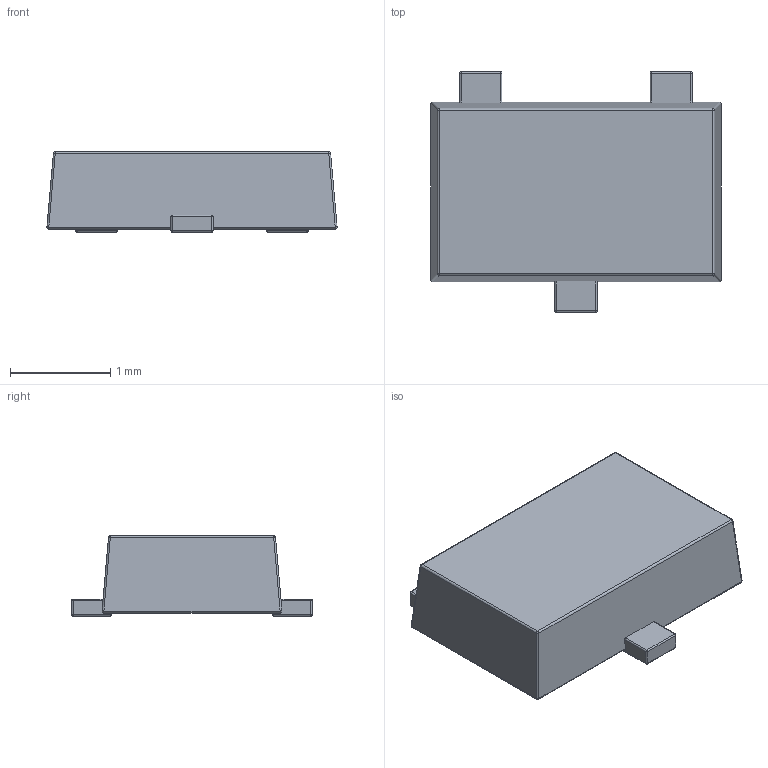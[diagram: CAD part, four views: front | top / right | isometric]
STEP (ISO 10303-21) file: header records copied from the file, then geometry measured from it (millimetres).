
FILE_DESCRIPTION(/* description */ ('Unknown'),/* implementation_level */ '2;1');
FILE_NAME(/* name */ 'SSM3J332R,LF',/* time_stamp */ '2024-03-04T09:08:12+02:00',/* author */ ('Unknown'),/* organization */ ('Unknown'),/* preprocessor_version */ 'ST-DEVELOPER v18.102',/* originating_system */ 'Solid Edge',/* authorisation */ 'Unknown');
FILE_SCHEMA (('AUTOMOTIVE_DESIGN {1 0 10303 214 3 1 1}'));
Length unit declared in the file: millimetre
Products named in the file (1): SSM3J332R,LF
Bounding box: 2.9 x 2.4 x 0.8 mm (x, y, z)
Volume: 3.8 mm3; surface area: 17.8 mm2
Topology: 1 solids, 1 shells, 98 faces, 236 edges, 114 vertices
Faces by surface type: cylinder 48, sphere 26, plane 24
Entity records: 3296 total; most frequent: DIRECTION 504, CARTESIAN_POINT 423, ORIENTED_EDGE 420, EDGE_CURVE 210, AXIS2_PLACEMENT_3D 195, VERTEX_POINT 114, LINE 114, VECTOR 114
